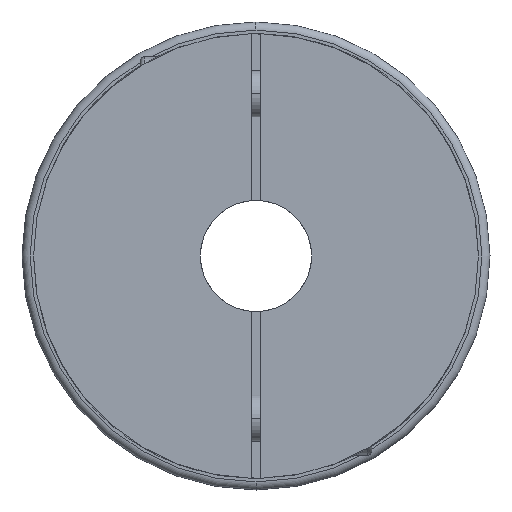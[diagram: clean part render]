
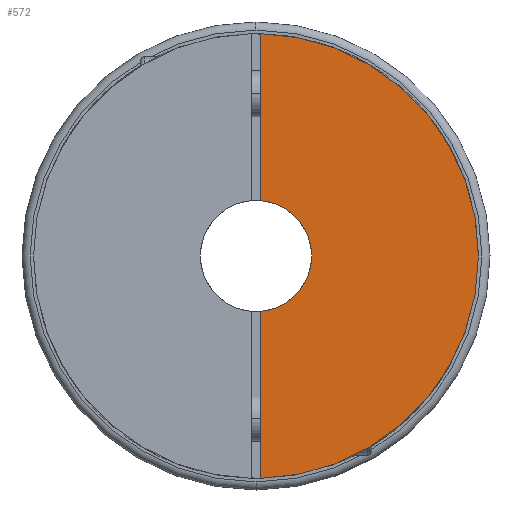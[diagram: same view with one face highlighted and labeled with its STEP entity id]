
A CAD part, left-side view. The second image highlights one B-rep face of the part: STEP entity #572.
In plain terms, the highlighted planar face has unit normal (-1, 0, 0).
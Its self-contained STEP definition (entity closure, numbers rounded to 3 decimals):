
#572=ADVANCED_FACE('',(#1270),#1271,.T.);
#1270=FACE_OUTER_BOUND('',#2101,.T.);
#1271=PLANE('',#2102);
#2101=EDGE_LOOP('',(#3782,#3783,#3784,#3785,#3786,#3787));
#2102=AXIS2_PLACEMENT_3D('',#3788,#3789,#3790);
#3782=ORIENTED_EDGE('',*,*,#5287,.T.);
#3783=ORIENTED_EDGE('',*,*,#5173,.T.);
#3784=ORIENTED_EDGE('',*,*,#5371,.T.);
#3785=ORIENTED_EDGE('',*,*,#5378,.T.);
#3786=ORIENTED_EDGE('',*,*,#5146,.F.);
#3787=ORIENTED_EDGE('',*,*,#5374,.F.);
#3788=CARTESIAN_POINT('',(0.0,-30.0,0.));
#3789=DIRECTION('',(-1.0,0.0,0.0));
#3790=DIRECTION('',(0.0,1.0,0.));
#5146=EDGE_CURVE('',#6272,#6275,#6276,.T.);
#5173=EDGE_CURVE('',#6323,#6320,#6324,.T.);
#5287=EDGE_CURVE('',#6510,#6323,#6511,.T.);
#5371=EDGE_CURVE('',#6320,#6606,#6608,.T.);
#5374=EDGE_CURVE('',#6510,#6272,#6611,.T.);
#5378=EDGE_CURVE('',#6606,#6275,#6615,.T.);
#6272=VERTEX_POINT('',#7750);
#6275=VERTEX_POINT('',#7754);
#6276=CIRCLE('',#7755,48.0);
#6320=VERTEX_POINT('',#7878);
#6323=VERTEX_POINT('',#7882);
#6324=CIRCLE('',#7883,12.0);
#6510=VERTEX_POINT('',#8408);
#6511=LINE('',#8409,#8410);
#6606=VERTEX_POINT('',#8553);
#6608=CIRCLE('',#8556,12.0);
#6611=CIRCLE('',#8559,48.0);
#6615=LINE('',#8564,#8565);
#7750=CARTESIAN_POINT('',(0.0,-48.0,0.));
#7754=CARTESIAN_POINT('',(0.,-1.0,-47.99));
#7755=AXIS2_PLACEMENT_3D('',#9765,#9766,#9767);
#7878=CARTESIAN_POINT('',(0.0,-12.0,0.));
#7882=CARTESIAN_POINT('',(0.,-1.,11.958));
#7883=AXIS2_PLACEMENT_3D('',#9810,#9811,#9812);
#8408=CARTESIAN_POINT('',(0.0,-1.,47.99));
#8409=CARTESIAN_POINT('',(0.,-1.0,-12.655));
#8410=VECTOR('',#9966,1.0);
#8553=CARTESIAN_POINT('',(0.,-1.0,-11.958));
#8556=AXIS2_PLACEMENT_3D('',#10096,#10097,#10098);
#8559=AXIS2_PLACEMENT_3D('',#10102,#10103,#10104);
#8564=CARTESIAN_POINT('',(0.,-1.0,-12.655));
#8565=VECTOR('',#10106,1.0);
#9765=CARTESIAN_POINT('',(0.0,0.0,0.0));
#9766=DIRECTION('',(1.0,0.0,0.0));
#9767=DIRECTION('',(0.0,-1.0,0.));
#9810=CARTESIAN_POINT('',(0.0,0.0,0.0));
#9811=DIRECTION('',(1.0,0.0,0.0));
#9812=DIRECTION('',(0.0,-1.0,0.));
#9966=DIRECTION('',(-0.0,0.,-1.0));
#10096=CARTESIAN_POINT('',(0.0,0.0,0.0));
#10097=DIRECTION('',(1.0,0.0,0.0));
#10098=DIRECTION('',(0.0,-1.0,0.));
#10102=CARTESIAN_POINT('',(0.0,0.0,0.0));
#10103=DIRECTION('',(1.0,0.0,0.0));
#10104=DIRECTION('',(0.0,-1.0,0.));
#10106=DIRECTION('',(-0.0,0.,-1.0));
